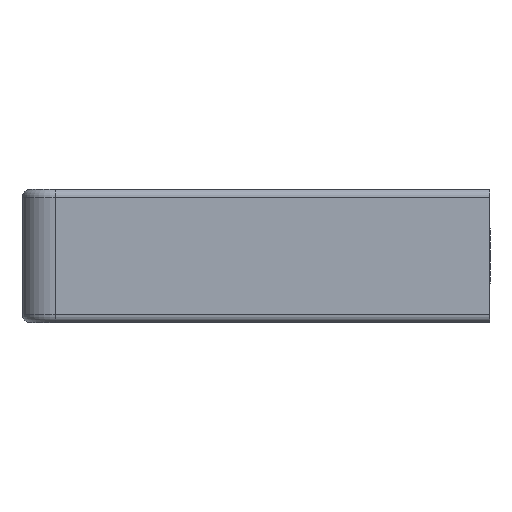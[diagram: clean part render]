
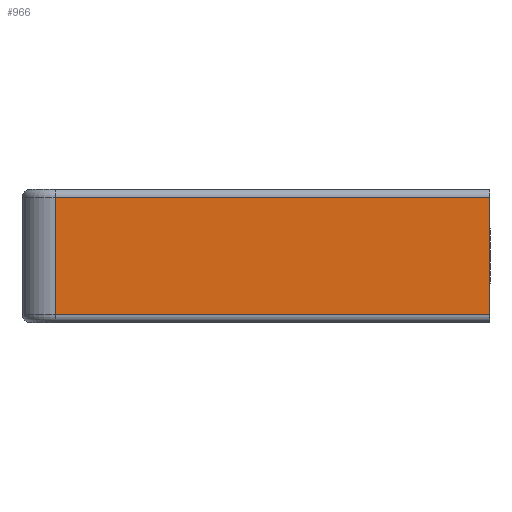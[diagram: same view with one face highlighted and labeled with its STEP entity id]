
A CAD part, left-side view. The second image highlights one B-rep face of the part: STEP entity #966.
In plain terms, the highlighted planar face has unit normal (-1, 0, 0).
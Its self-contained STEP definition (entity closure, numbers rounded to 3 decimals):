
#47 = CARTESIAN_POINT ( 'NONE',  ( -164.5, 28., -3.5 ) ) ;
#138 = CARTESIAN_POINT ( 'NONE',  ( -164.5, 0., 4. ) ) ;
#157 = CARTESIAN_POINT ( 'NONE',  ( -164.5, 28., 4. ) ) ;
#189 = VECTOR ( 'NONE', #755, 1000. ) ;
#195 = ORIENTED_EDGE ( 'NONE', *, *, #963, .T. ) ;
#208 = EDGE_CURVE ( 'NONE', #732, #804, #274, .T. ) ;
#274 = LINE ( 'NONE', #138, #829 ) ;
#297 = FACE_OUTER_BOUND ( 'NONE', #887, .T. ) ;
#305 = DIRECTION ( 'NONE',  ( 0., 1., 0. ) ) ;
#314 = AXIS2_PLACEMENT_3D ( 'NONE', #157, #605, #460 ) ;
#324 = LINE ( 'NONE', #47, #433 ) ;
#401 = EDGE_CURVE ( 'NONE', #505, #804, #324, .T. ) ;
#414 = DIRECTION ( 'NONE',  ( 0., -1., 0. ) ) ;
#423 = ORIENTED_EDGE ( 'NONE', *, *, #401, .T. ) ;
#433 = VECTOR ( 'NONE', #414, 1000. ) ;
#441 = DIRECTION ( 'NONE',  ( 0., 0., -1. ) ) ;
#460 = DIRECTION ( 'NONE',  ( 0., 0., -1. ) ) ;
#480 = ORIENTED_EDGE ( 'NONE', *, *, #931, .T. ) ;
#505 = VERTEX_POINT ( 'NONE', #766 ) ;
#525 = LINE ( 'NONE', #599, #189 ) ;
#529 = VECTOR ( 'NONE', #305, 1000. ) ;
#548 = CARTESIAN_POINT ( 'NONE',  ( -164.5, 26., 3.5 ) ) ;
#576 = VERTEX_POINT ( 'NONE', #548 ) ;
#599 = CARTESIAN_POINT ( 'NONE',  ( -164.5, 26., 4. ) ) ;
#605 = DIRECTION ( 'NONE',  ( 1., 0., 0. ) ) ;
#612 = PLANE ( 'NONE',  #314 ) ;
#624 = ORIENTED_EDGE ( 'NONE', *, *, #208, .F. ) ;
#688 = CARTESIAN_POINT ( 'NONE',  ( -164.5, 26., 3.5 ) ) ;
#732 = VERTEX_POINT ( 'NONE', #871 ) ;
#755 = DIRECTION ( 'NONE',  ( 0., 0., -1. ) ) ;
#766 = CARTESIAN_POINT ( 'NONE',  ( -164.5, 26., -3.5 ) ) ;
#804 = VERTEX_POINT ( 'NONE', #878 ) ;
#829 = VECTOR ( 'NONE', #441, 1000. ) ;
#871 = CARTESIAN_POINT ( 'NONE',  ( -164.5, 0., 3.5 ) ) ;
#878 = CARTESIAN_POINT ( 'NONE',  ( -164.5, 0., -3.5 ) ) ;
#887 = EDGE_LOOP ( 'NONE', ( #480, #423, #624, #195 ) ) ;
#902 = LINE ( 'NONE', #688, #529 ) ;
#931 = EDGE_CURVE ( 'NONE', #576, #505, #525, .T. ) ;
#963 = EDGE_CURVE ( 'NONE', #732, #576, #902, .T. ) ;
#966 = ADVANCED_FACE ( 'NONE', ( #297 ), #612, .F. ) ;
